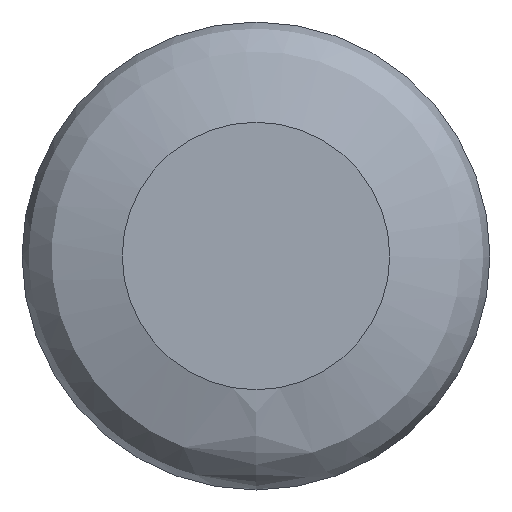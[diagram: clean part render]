
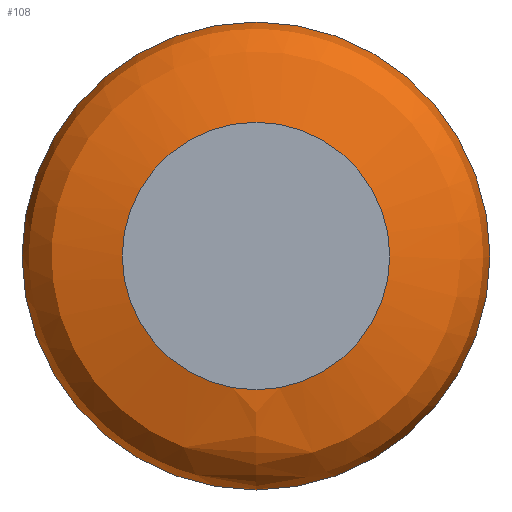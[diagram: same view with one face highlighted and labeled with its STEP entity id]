
A CAD part, left-side view. The second image highlights one B-rep face of the part: STEP entity #108.
In plain terms, the highlighted free-form (B-spline) face has degree [3, 2] with [36, 3] control points.
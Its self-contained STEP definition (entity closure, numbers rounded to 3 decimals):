
#108=ADVANCED_FACE('',(#341,#343),#345,.F.);
#341=FACE_OUTER_BOUND('',#342,.T.);
#342=EDGE_LOOP('',(#751));
#343=FACE_OUTER_BOUND('',#344,.T.);
#344=EDGE_LOOP('',(#752));
#345=(BOUNDED_SURFACE()B_SPLINE_SURFACE(3,2,(
(#346,#347,#348),
(#349,#350,#351),
(#352,#353,#354),
(#355,#356,#357),
(#358,#359,#360),
(#361,#362,#363),
(#364,#365,#366),
(#367,#368,#369),
(#370,#371,#372),
(#373,#374,#375),
(#376,#377,#378),
(#379,#380,#381),
(#382,#383,#384),
(#385,#386,#387),
(#388,#389,#390),
(#391,#392,#393),
(#394,#395,#396),
(#397,#398,#399),
(#400,#401,#402),
(#403,#404,#405),
(#406,#407,#408),
(#409,#410,#411),
(#412,#413,#414),
(#415,#416,#417),
(#418,#419,#420),
(#421,#422,#423),
(#424,#425,#426),
(#427,#428,#429),
(#430,#431,#432),
(#433,#434,#435),
(#436,#437,#438),
(#439,#440,#441),
(#442,#443,#444),
(#445,#446,#447),
(#448,#449,#450),
(#451,#452,#453)),
.UNSPECIFIED.,.T.,.F.,.F.)B_SPLINE_SURFACE_WITH_KNOTS((4,1,1,1,1,1,1,1,1,1,1,1,1,
1,1,1,1,1,1,1,1,1,1,1,1,1,1,1,1,1,1,1,1,4),
(3,3),
(0.,0.362,0.544,0.726,0.908,1.09,
1.272,1.454,1.636,1.818,2.,
2.182,2.364,2.546,2.728,2.91,
3.092,3.274,3.456,3.638,3.82,
4.002,4.184,4.366,4.548,4.73,
4.912,5.094,5.276,5.458,5.64,
5.822,6.003,6.283),
(0.,1.),
.UNSPECIFIED.)GEOMETRIC_REPRESENTATION_ITEM()RATIONAL_B_SPLINE_SURFACE((
(1.,0.707,1.),
(1.,0.707,1.),
(1.,0.707,1.),
(1.,0.707,1.),
(1.,0.707,1.),
(1.,0.707,1.),
(1.,0.707,1.),
(1.,0.707,1.),
(1.,0.707,1.),
(1.,0.707,1.),
(1.,0.707,1.),
(1.,0.707,1.),
(1.,0.707,1.),
(1.,0.707,1.),
(1.,0.707,1.),
(1.,0.707,1.),
(1.,0.707,1.),
(1.,0.707,1.),
(1.,0.707,1.),
(1.,0.707,1.),
(1.,0.707,1.),
(1.,0.707,1.),
(1.,0.707,1.),
(1.,0.707,1.),
(1.,0.707,1.),
(1.,0.707,1.),
(1.,0.707,1.),
(1.,0.707,1.),
(1.,0.707,1.),
(1.,0.707,1.),
(1.,0.707,1.),
(1.,0.707,1.),
(1.,0.707,1.),
(1.,0.707,1.),
(1.,0.707,1.),
(1.,0.707,1.)))REPRESENTATION_ITEM('')SURFACE());
#346=CARTESIAN_POINT('',(-0.1,0.,0.));
#347=CARTESIAN_POINT('',(-0.3,0.,0.));
#348=CARTESIAN_POINT('',(-0.3,0.,0.3));
#349=CARTESIAN_POINT('',(-0.1,0.085,0.));
#350=CARTESIAN_POINT('',(-0.3,0.085,0.));
#351=CARTESIAN_POINT('',(-0.3,0.048,0.3));
#352=CARTESIAN_POINT('',(-0.1,0.212,0.023));
#353=CARTESIAN_POINT('',(-0.3,0.211,0.023));
#354=CARTESIAN_POINT('',(-0.3,0.121,0.313));
#355=CARTESIAN_POINT('',(-0.1,0.364,0.098));
#356=CARTESIAN_POINT('',(-0.3,0.364,0.098));
#357=CARTESIAN_POINT('',(-0.3,0.208,0.356));
#358=CARTESIAN_POINT('',(-0.1,0.467,0.174));
#359=CARTESIAN_POINT('',(-0.3,0.467,0.174));
#360=CARTESIAN_POINT('',(-0.3,0.267,0.399));
#361=CARTESIAN_POINT('',(-0.1,0.555,0.267));
#362=CARTESIAN_POINT('',(-0.3,0.555,0.267));
#363=CARTESIAN_POINT('',(-0.3,0.317,0.453));
#364=CARTESIAN_POINT('',(-0.1,0.624,0.375));
#365=CARTESIAN_POINT('',(-0.3,0.624,0.375));
#366=CARTESIAN_POINT('',(-0.3,0.357,0.514));
#367=CARTESIAN_POINT('',(-0.1,0.673,0.493));
#368=CARTESIAN_POINT('',(-0.3,0.673,0.493));
#369=CARTESIAN_POINT('',(-0.3,0.384,0.582));
#370=CARTESIAN_POINT('',(-0.1,0.699,0.618));
#371=CARTESIAN_POINT('',(-0.3,0.699,0.618));
#372=CARTESIAN_POINT('',(-0.3,0.399,0.653));
#373=CARTESIAN_POINT('',(-0.1,0.702,0.746));
#374=CARTESIAN_POINT('',(-0.3,0.702,0.746));
#375=CARTESIAN_POINT('',(-0.3,0.401,0.726));
#376=CARTESIAN_POINT('',(-0.1,0.682,0.872));
#377=CARTESIAN_POINT('',(-0.3,0.682,0.872));
#378=CARTESIAN_POINT('',(-0.3,0.39,0.798));
#379=CARTESIAN_POINT('',(-0.1,0.64,0.993));
#380=CARTESIAN_POINT('',(-0.3,0.64,0.993));
#381=CARTESIAN_POINT('',(-0.3,0.366,0.867));
#382=CARTESIAN_POINT('',(-0.1,0.576,1.104));
#383=CARTESIAN_POINT('',(-0.3,0.576,1.104));
#384=CARTESIAN_POINT('',(-0.3,0.329,0.931));
#385=CARTESIAN_POINT('',(-0.1,0.494,1.202));
#386=CARTESIAN_POINT('',(-0.3,0.494,1.202));
#387=CARTESIAN_POINT('',(-0.3,0.282,0.987));
#388=CARTESIAN_POINT('',(-0.1,0.395,1.283));
#389=CARTESIAN_POINT('',(-0.3,0.395,1.283));
#390=CARTESIAN_POINT('',(-0.3,0.226,1.033));
#391=CARTESIAN_POINT('',(-0.1,0.283,1.345));
#392=CARTESIAN_POINT('',(-0.3,0.283,1.345));
#393=CARTESIAN_POINT('',(-0.3,0.162,1.068));
#394=CARTESIAN_POINT('',(-0.1,0.161,1.385));
#395=CARTESIAN_POINT('',(-0.3,0.161,1.385));
#396=CARTESIAN_POINT('',(-0.3,0.092,1.091));
#397=CARTESIAN_POINT('',(-0.1,0.035,1.403));
#398=CARTESIAN_POINT('',(-0.3,0.035,1.403));
#399=CARTESIAN_POINT('',(-0.3,0.02,1.102));
#400=CARTESIAN_POINT('',(-0.1,-0.093,1.398));
#401=CARTESIAN_POINT('',(-0.3,-0.093,1.398));
#402=CARTESIAN_POINT('',(-0.3,-0.053,1.099));
#403=CARTESIAN_POINT('',(-0.1,-0.218,1.369));
#404=CARTESIAN_POINT('',(-0.3,-0.218,1.369));
#405=CARTESIAN_POINT('',(-0.3,-0.124,1.082));
#406=CARTESIAN_POINT('',(-0.1,-0.335,1.319));
#407=CARTESIAN_POINT('',(-0.3,-0.335,1.319));
#408=CARTESIAN_POINT('',(-0.3,-0.192,1.054));
#409=CARTESIAN_POINT('',(-0.1,-0.442,1.248));
#410=CARTESIAN_POINT('',(-0.3,-0.442,1.248));
#411=CARTESIAN_POINT('',(-0.3,-0.252,1.013));
#412=CARTESIAN_POINT('',(-0.1,-0.534,1.159));
#413=CARTESIAN_POINT('',(-0.3,-0.534,1.159));
#414=CARTESIAN_POINT('',(-0.3,-0.305,0.962));
#415=CARTESIAN_POINT('',(-0.1,-0.608,1.055));
#416=CARTESIAN_POINT('',(-0.3,-0.608,1.055));
#417=CARTESIAN_POINT('',(-0.3,-0.347,0.903));
#418=CARTESIAN_POINT('',(-0.1,-0.662,0.939));
#419=CARTESIAN_POINT('',(-0.3,-0.662,0.939));
#420=CARTESIAN_POINT('',(-0.3,-0.378,0.837));
#421=CARTESIAN_POINT('',(-0.1,-0.694,0.815));
#422=CARTESIAN_POINT('',(-0.3,-0.694,0.815));
#423=CARTESIAN_POINT('',(-0.3,-0.397,0.766));
#424=CARTESIAN_POINT('',(-0.1,-0.704,0.688));
#425=CARTESIAN_POINT('',(-0.3,-0.704,0.688));
#426=CARTESIAN_POINT('',(-0.3,-0.402,0.693));
#427=CARTESIAN_POINT('',(-0.1,-0.69,0.56));
#428=CARTESIAN_POINT('',(-0.3,-0.69,0.56));
#429=CARTESIAN_POINT('',(-0.3,-0.394,0.62));
#430=CARTESIAN_POINT('',(-0.1,-0.653,0.438));
#431=CARTESIAN_POINT('',(-0.3,-0.653,0.438));
#432=CARTESIAN_POINT('',(-0.3,-0.373,0.55));
#433=CARTESIAN_POINT('',(-0.1,-0.595,0.324));
#434=CARTESIAN_POINT('',(-0.3,-0.595,0.324));
#435=CARTESIAN_POINT('',(-0.3,-0.34,0.485));
#436=CARTESIAN_POINT('',(-0.1,-0.517,0.222));
#437=CARTESIAN_POINT('',(-0.3,-0.517,0.222));
#438=CARTESIAN_POINT('',(-0.3,-0.295,0.427));
#439=CARTESIAN_POINT('',(-0.1,-0.422,0.137));
#440=CARTESIAN_POINT('',(-0.3,-0.422,0.137));
#441=CARTESIAN_POINT('',(-0.3,-0.241,0.378));
#442=CARTESIAN_POINT('',(-0.1,-0.315,0.071));
#443=CARTESIAN_POINT('',(-0.3,-0.313,0.07));
#444=CARTESIAN_POINT('',(-0.3,-0.18,0.34));
#445=CARTESIAN_POINT('',(-0.1,-0.175,0.016));
#446=CARTESIAN_POINT('',(-0.3,-0.173,0.015));
#447=CARTESIAN_POINT('',(-0.3,-0.1,0.309));
#448=CARTESIAN_POINT('',(-0.1,-0.065,0.));
#449=CARTESIAN_POINT('',(-0.3,-0.065,0.));
#450=CARTESIAN_POINT('',(-0.3,-0.037,0.3));
#451=CARTESIAN_POINT('',(-0.1,0.,0.));
#452=CARTESIAN_POINT('',(-0.3,0.,0.));
#453=CARTESIAN_POINT('',(-0.3,0.,0.3));
#751=ORIENTED_EDGE('',*,*,#800,.F.);
#752=ORIENTED_EDGE('',*,*,#801,.T.);
#800=EDGE_CURVE('',#831,#831,#832,.T.);
#801=EDGE_CURVE('',#833,#833,#834,.T.);
#831=VERTEX_POINT('',#902);
#832=CIRCLE('',#903,0.7);
#833=VERTEX_POINT('',#907);
#834=CIRCLE('',#908,0.4);
#902=CARTESIAN_POINT('',(-0.1,0.,0.));
#903=AXIS2_PLACEMENT_3D('',#904,#905,#906);
#904=CARTESIAN_POINT('',(-0.1,0.,0.7));
#905=DIRECTION('',(1.,0.,0.));
#906=DIRECTION('',(0.,0.,-1.));
#907=CARTESIAN_POINT('',(-0.3,0.,0.3));
#908=AXIS2_PLACEMENT_3D('',#909,#910,#911);
#909=CARTESIAN_POINT('',(-0.3,0.,0.7));
#910=DIRECTION('',(1.,0.,0.));
#911=DIRECTION('',(0.,0.,-1.));
